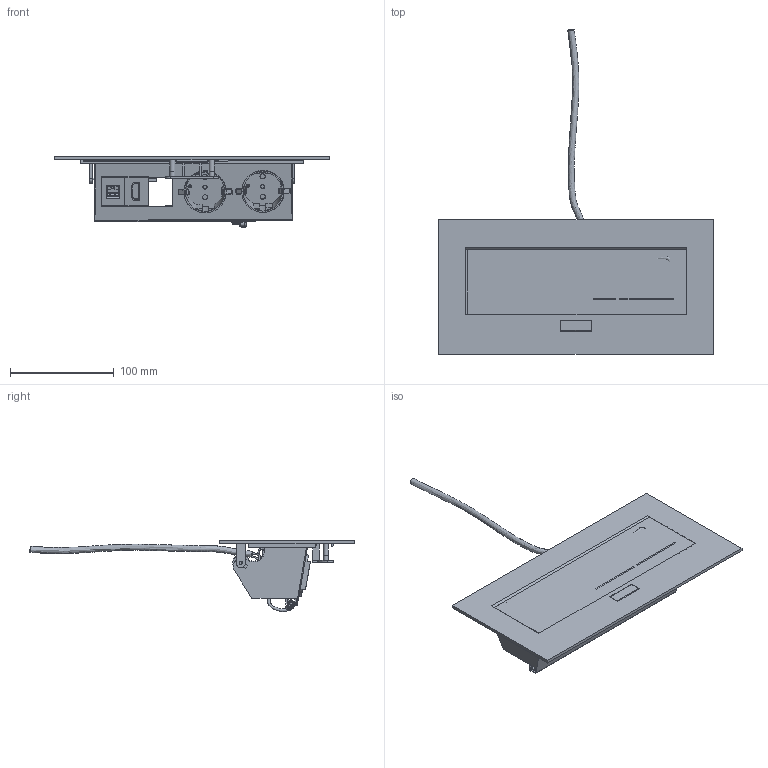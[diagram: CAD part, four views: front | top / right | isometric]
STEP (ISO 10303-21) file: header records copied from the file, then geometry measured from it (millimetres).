
FILE_DESCRIPTION(/* description */ (''),/* implementation_level */ '2;1');
FILE_NAME(/* name */ 'AE-PB03GX-XX_instrukcja.stp',/* time_stamp */ '2022-02-04T17:01:50+01:00',/* author */ ('SławomirO'),/* organization */ (''),/* preprocessor_version */ 'ST-DEVELOPER v18.1',/* originating_system */ 'Autodesk Inventor 2021',/* authorisation */ '');
FILE_SCHEMA (('AUTOMOTIVE_DESIGN { 1 0 10303 214 3 1 1 }'));
Length unit declared in the file: millimetre
Products named in the file (18): AE-PB03GX-XX_instrukcja; Solid4; Solid6; Solid10; Solid11; Solid12; Solid7; zacisk; płytka; kabel_1; kabel_2; oczko; kabel_3; kabel_4; Solid8; Part15_1; KABEL_8; ISO 7045 - M3 x 5 - 4.8 - H
Assembly tree (31 placements, depth 2):
  AE-PB03GX-XX_instrukcja
    Solid4
    Solid6
    Solid7  x2
    Solid8  x2
    Solid10
    Solid11
    Solid12
    zacisk
    oczko  x8
    płytka  x2
    kabel_1
    kabel_2
    kabel_3
    kabel_4
    Part15_1
    KABEL_8
    ISO 7045 - M3 x 5 - 4.8 - H  x5
Bounding box: 265 x 313.21 x 68.7 mm (x, y, z)
Volume: 222238.5 mm3; surface area: 198852.7 mm2
Topology: 33 solids, 33 shells, 1254 faces, 3381 edges, 2232 vertices
Faces by surface type: plane 988, cylinder 150, cone 62, torus 27, bspline 20, sphere 7
Full cylindrical faces by diameter (mm): 0.75 x3, 2.6 x2, 2.729 x5, 3 x26, 3.2 x2, 3.8 x8, 4 x2, 5 x6, 10 x1, 16 x2, 38 x2
Entity records: 31696 total; most frequent: CARTESIAN_POINT 8665, ORIENTED_EDGE 4718, DIRECTION 4421, EDGE_CURVE 2359, LINE 2029, VECTOR 2029, VERTEX_POINT 1554, AXIS2_PLACEMENT_3D 1196
